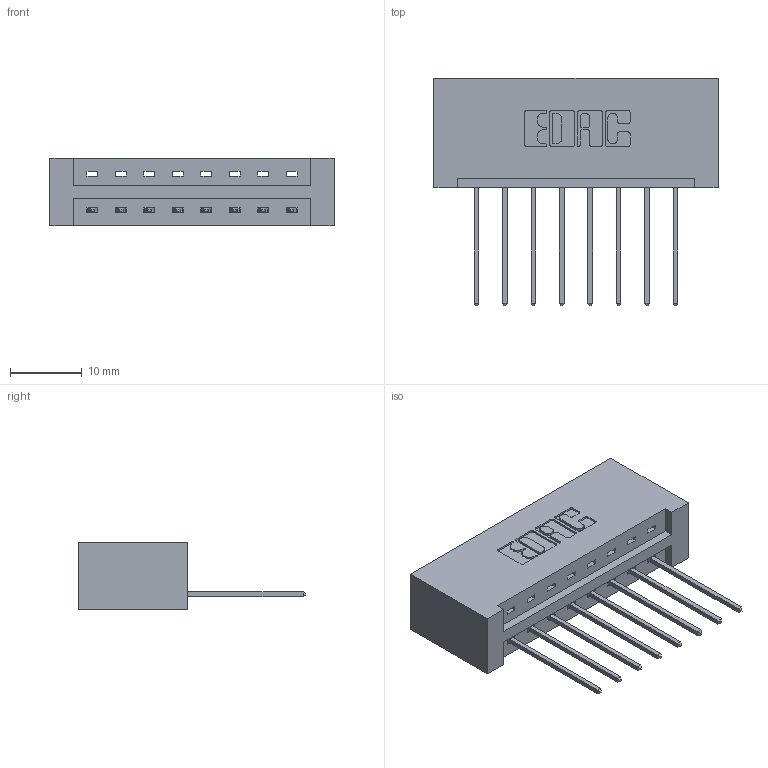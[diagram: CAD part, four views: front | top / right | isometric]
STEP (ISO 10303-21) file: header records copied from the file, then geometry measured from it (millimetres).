
FILE_DESCRIPTION (( 'STEP AP203' ), '1' );
FILE_NAME ('337-008-542-101.STEP', '2019-09-27T19:13:28', ( '' ), ( '' ), 'SwSTEP 2.0', 'SolidWorks 2016', '' );
FILE_SCHEMA (( 'CONFIG_CONTROL_DESIGN' ));
Length unit declared in the file: inch
Products named in the file (3): 337-008-542-101; 337 Part_No Mounting Lugs; 345-292-001_345-293-142
Assembly tree (9 placements, depth 2):
  337-008-542-101
    337 Part_No Mounting Lugs
    345-292-001_345-293-142  x8
Bounding box: 39.57 x 31.63 x 9.4 mm (x, y, z)
Volume: 4444 mm3; surface area: 4502 mm2
Topology: 9 solids, 9 shells, 602 faces, 1791 edges, 1182 vertices
Faces by surface type: plane 434, cylinder 168
Entity records: 10085 total; most frequent: CARTESIAN_POINT 1762, ORIENTED_EDGE 1706, DIRECTION 1545, EDGE_CURVE 853, LINE 733, VECTOR 733, VERTEX_POINT 566, AXIS2_PLACEMENT_3D 406
